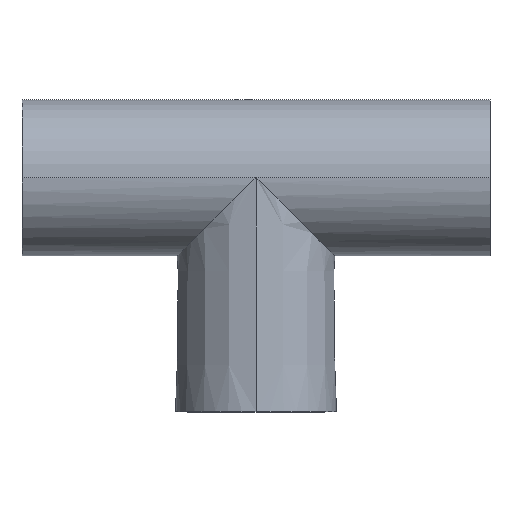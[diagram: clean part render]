
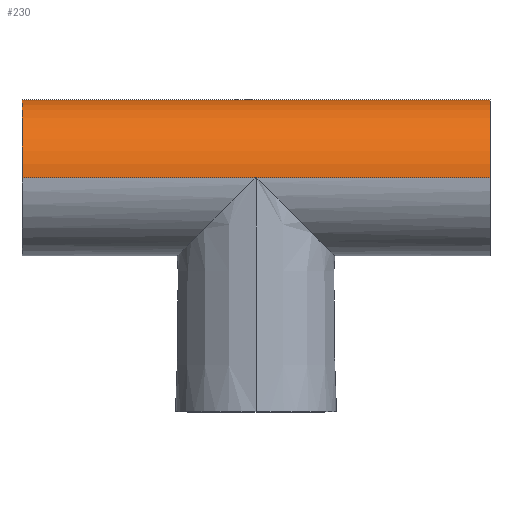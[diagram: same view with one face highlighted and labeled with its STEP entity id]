
A CAD part, top view. The second image highlights one B-rep face of the part: STEP entity #230.
In plain terms, the highlighted cylindrical face has radius 62.5 mm (diameter 125 mm), a partial arc.
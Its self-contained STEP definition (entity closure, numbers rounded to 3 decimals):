
#28 = DIRECTION ( 'NONE',  ( 1., 0., 0. ) ) ;
#98 = LINE ( 'NONE', #798, #122 ) ;
#108 = VECTOR ( 'NONE', #183, 1000. ) ;
#118 = CARTESIAN_POINT ( 'NONE',  ( 187.5, 187.5, 62.5 ) ) ;
#122 = VECTOR ( 'NONE', #28, 1000. ) ;
#123 = CARTESIAN_POINT ( 'NONE',  ( 0., 187.5, 62.5 ) ) ;
#147 = CIRCLE ( 'NONE', #763, 62.5 ) ;
#152 = CIRCLE ( 'NONE', #623, 62.5 ) ;
#176 = DIRECTION ( 'NONE',  ( 0., 0., -1. ) ) ;
#183 = DIRECTION ( 'NONE',  ( 1., 0., 0. ) ) ;
#185 = CIRCLE ( 'NONE', #444, 62.5 ) ;
#195 = CARTESIAN_POINT ( 'NONE',  ( 187.5, 187.5, 0. ) ) ;
#226 = DIRECTION ( 'NONE',  ( 1., 0., 0. ) ) ;
#230 = ADVANCED_FACE ( 'NONE', ( #698 ), #573, .T. ) ;
#244 = ORIENTED_EDGE ( 'NONE', *, *, #316, .F. ) ;
#257 = CARTESIAN_POINT ( 'NONE',  ( -187.5, 187.5, 0. ) ) ;
#267 = EDGE_CURVE ( 'NONE', #751, #633, #522, .T. ) ;
#310 = EDGE_CURVE ( 'NONE', #633, #460, #427, .T. ) ;
#316 = EDGE_CURVE ( 'NONE', #719, #579, #98, .T. ) ;
#327 = CARTESIAN_POINT ( 'NONE',  ( 187.5, 187.5, -62.5 ) ) ;
#332 = DIRECTION ( 'NONE',  ( 0., 0., 1. ) ) ;
#348 = CARTESIAN_POINT ( 'NONE',  ( 0., 187.5, -62.5 ) ) ;
#371 = EDGE_CURVE ( 'NONE', #830, #579, #152, .T. ) ;
#397 = DIRECTION ( 'NONE',  ( 0., 1., 0. ) ) ;
#427 = LINE ( 'NONE', #683, #532 ) ;
#444 = AXIS2_PLACEMENT_3D ( 'NONE', #816, #737, #176 ) ;
#448 = DIRECTION ( 'NONE',  ( 0., 0., -1. ) ) ;
#450 = EDGE_LOOP ( 'NONE', ( #781, #597, #716, #472, #711, #517, #244 ) ) ;
#460 = VERTEX_POINT ( 'NONE', #118 ) ;
#472 = ORIENTED_EDGE ( 'NONE', *, *, #629, .F. ) ;
#516 = DIRECTION ( 'NONE',  ( 1., 0., 0. ) ) ;
#517 = ORIENTED_EDGE ( 'NONE', *, *, #371, .T. ) ;
#522 = LINE ( 'NONE', #710, #636 ) ;
#523 = VERTEX_POINT ( 'NONE', #327 ) ;
#532 = VECTOR ( 'NONE', #226, 1000. ) ;
#545 = EDGE_CURVE ( 'NONE', #830, #523, #771, .T. ) ;
#573 = CYLINDRICAL_SURFACE ( 'NONE', #681, 62.5 ) ;
#575 = DIRECTION ( 'NONE',  ( 1., 0., 0. ) ) ;
#579 = VERTEX_POINT ( 'NONE', #824 ) ;
#597 = ORIENTED_EDGE ( 'NONE', *, *, #267, .T. ) ;
#623 = AXIS2_PLACEMENT_3D ( 'NONE', #686, #397, #332 ) ;
#627 = CARTESIAN_POINT ( 'NONE',  ( -187.5, 187.5, 62.5 ) ) ;
#628 = DIRECTION ( 'NONE',  ( 0., 0., -1. ) ) ;
#629 = EDGE_CURVE ( 'NONE', #523, #460, #147, .T. ) ;
#633 = VERTEX_POINT ( 'NONE', #123 ) ;
#636 = VECTOR ( 'NONE', #659, 1000. ) ;
#659 = DIRECTION ( 'NONE',  ( 1., 0., 0. ) ) ;
#676 = EDGE_CURVE ( 'NONE', #719, #751, #185, .T. ) ;
#681 = AXIS2_PLACEMENT_3D ( 'NONE', #257, #516, #628 ) ;
#683 = CARTESIAN_POINT ( 'NONE',  ( -187.5, 187.5, 62.5 ) ) ;
#686 = CARTESIAN_POINT ( 'NONE',  ( 0., 187.5, 0. ) ) ;
#688 = CARTESIAN_POINT ( 'NONE',  ( -187.5, 187.5, -62.5 ) ) ;
#698 = FACE_OUTER_BOUND ( 'NONE', #450, .T. ) ;
#710 = CARTESIAN_POINT ( 'NONE',  ( -187.5, 187.5, 62.5 ) ) ;
#711 = ORIENTED_EDGE ( 'NONE', *, *, #545, .F. ) ;
#716 = ORIENTED_EDGE ( 'NONE', *, *, #310, .T. ) ;
#719 = VERTEX_POINT ( 'NONE', #688 ) ;
#737 = DIRECTION ( 'NONE',  ( 1., 0., 0. ) ) ;
#751 = VERTEX_POINT ( 'NONE', #627 ) ;
#757 = CARTESIAN_POINT ( 'NONE',  ( -187.5, 187.5, -62.5 ) ) ;
#763 = AXIS2_PLACEMENT_3D ( 'NONE', #195, #575, #448 ) ;
#771 = LINE ( 'NONE', #757, #108 ) ;
#781 = ORIENTED_EDGE ( 'NONE', *, *, #676, .T. ) ;
#798 = CARTESIAN_POINT ( 'NONE',  ( -187.5, 187.5, -62.5 ) ) ;
#816 = CARTESIAN_POINT ( 'NONE',  ( -187.5, 187.5, 0. ) ) ;
#824 = CARTESIAN_POINT ( 'NONE',  ( 0., 187.5, -62.5 ) ) ;
#830 = VERTEX_POINT ( 'NONE', #348 ) ;
